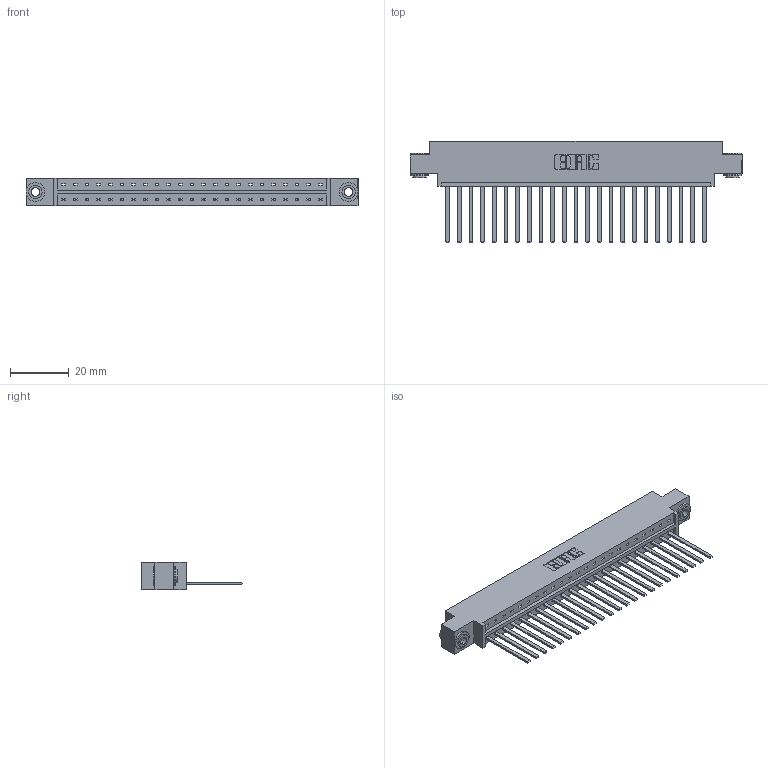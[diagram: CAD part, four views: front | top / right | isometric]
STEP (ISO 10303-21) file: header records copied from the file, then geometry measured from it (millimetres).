
FILE_DESCRIPTION (( 'STEP AP203' ), '1' );
FILE_NAME ('833-023-544-603.STEP', '2020-06-01T19:34:48', ( '' ), ( '' ), 'SwSTEP 2.0', 'SolidWorks 2020', '' );
FILE_SCHEMA (( 'CONFIG_CONTROL_DESIGN' ));
Length unit declared in the file: inch
Products named in the file (4): 833 Part_Offset - .156 Dia - TH; 833-023-544-603; 345-250-002_345-250-002-102; 345-292-001_345-293-144
Assembly tree (26 placements, depth 2):
  833-023-544-603
    833 Part_Offset - .156 Dia - TH
    345-292-001_345-293-144  x23
    345-250-002_345-250-002-102  x2
Bounding box: 112.67 x 34.3 x 9.4 mm (x, y, z)
Volume: 11232.8 mm3; surface area: 13321 mm2
Topology: 26 solids, 26 shells, 1352 faces, 4033 edges, 2654 vertices
Faces by surface type: plane 958, cylinder 386, cone 8
Entity records: 17116 total; most frequent: CARTESIAN_POINT 2934, ORIENTED_EDGE 2886, DIRECTION 2543, EDGE_CURVE 1443, VECTOR 1295, LINE 1295, VERTEX_POINT 958, AXIS2_PLACEMENT_3D 624
